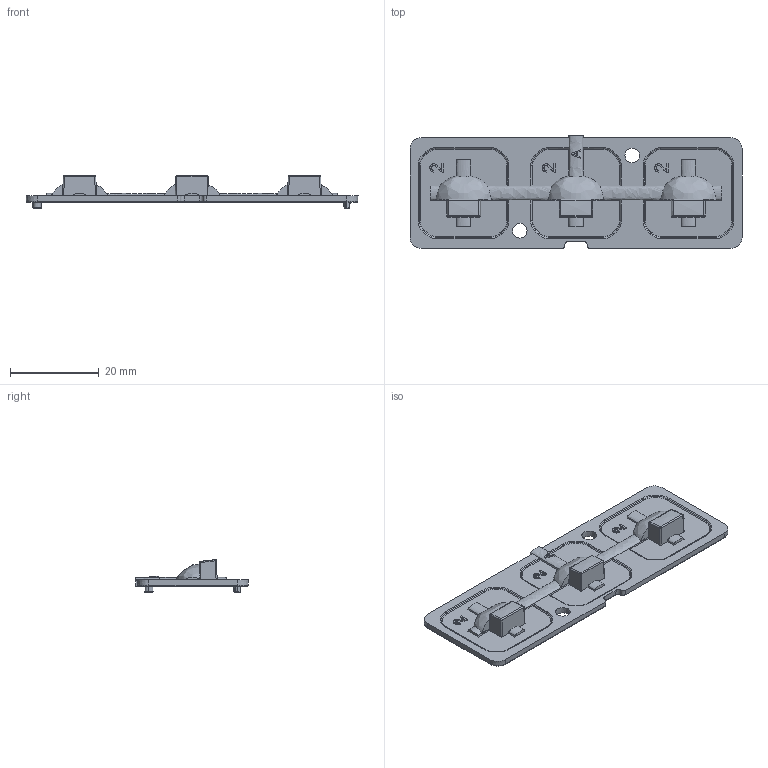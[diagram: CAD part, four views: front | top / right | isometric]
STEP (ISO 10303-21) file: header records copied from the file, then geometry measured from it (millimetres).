
FILE_DESCRIPTION (( 'STEP AP214' ), '1' );
FILE_NAME ('12768_70290_Rev-3_MH2x3_Customer.STEP', '2015-09-17T10:38:34', ( '' ), ( '' ), 'SwSTEP 2.0', 'SolidWorks 2014', '' );
FILE_SCHEMA (( 'AUTOMOTIVE_DESIGN' ));
Length unit declared in the file: millimetre
Products named in the file (1): 12768_70290_Rev-3_MH2x3_Customer
Bounding box: 75 x 25.5 x 7.41 mm (x, y, z)
Volume: 2816.6 mm3; surface area: 4663.8 mm2
Topology: 1 solids, 1 shells, 525 faces, 1342 edges, 829 vertices
Faces by surface type: cylinder 170, plane 148, torus 106, bspline 64, sphere 23, cone 14
Entity records: 19440 total; most frequent: CARTESIAN_POINT 7242, ORIENTED_EDGE 2672, DIRECTION 2438, EDGE_CURVE 1336, AXIS2_PLACEMENT_3D 941, VERTEX_POINT 829, VECTOR 556, LINE 556
